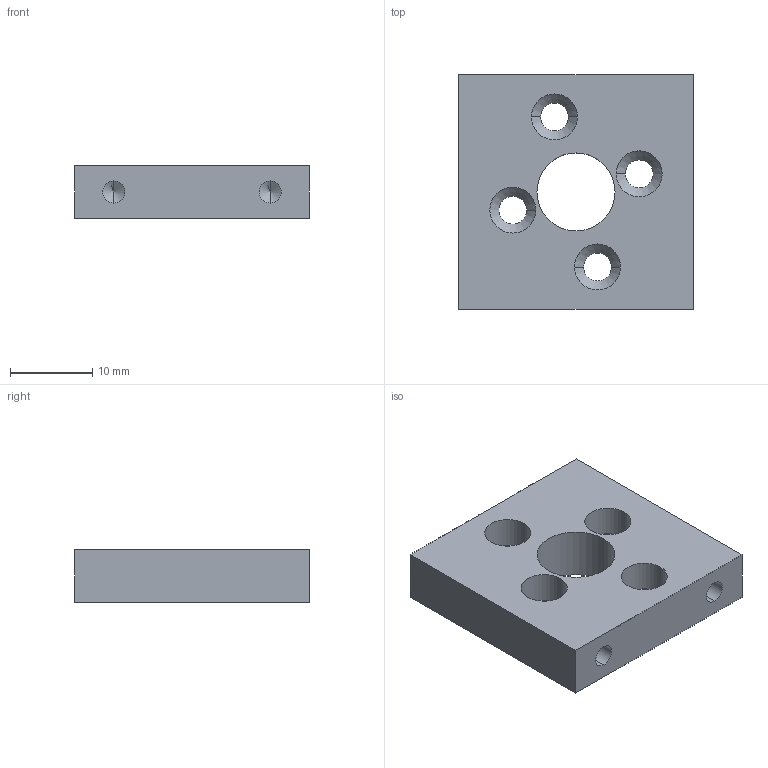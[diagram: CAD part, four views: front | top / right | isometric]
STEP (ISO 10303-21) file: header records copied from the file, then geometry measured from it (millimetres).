
FILE_DESCRIPTION (( 'STEP AP214' ), '1' );
FILE_NAME ('D-Series Motor Face Mount R1.STEP', '2021-10-15T20:13:13', ( '' ), ( '' ), 'SwSTEP 2.0', 'SolidWorks 2015', '' );
FILE_SCHEMA (( 'AUTOMOTIVE_DESIGN' ));
Length unit declared in the file: millimetre
Products named in the file (1): D-Series Motor Face Mount R1
Bounding box: 28.57 x 28.57 x 6.35 mm (x, y, z)
Volume: 4054.4 mm3; surface area: 2952.3 mm2
Topology: 1 solids, 1 shells, 48 faces, 114 edges, 64 vertices
Faces by surface type: cylinder 26, cone 16, plane 6
Entity records: 1464 total; most frequent: DIRECTION 256, CARTESIAN_POINT 219, ORIENTED_EDGE 212, EDGE_CURVE 106, AXIS2_PLACEMENT_3D 101, VERTEX_POINT 64, EDGE_LOOP 62, LINE 54
